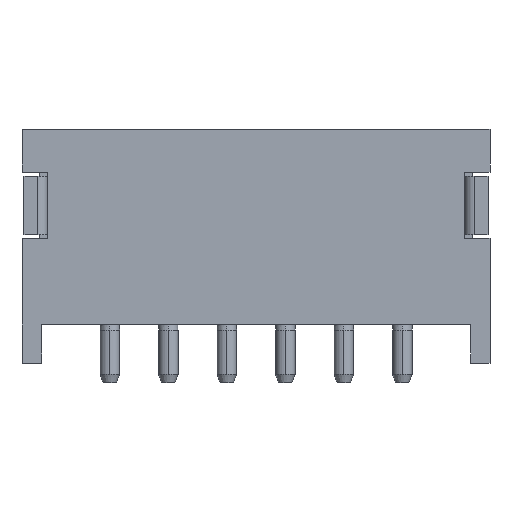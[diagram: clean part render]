
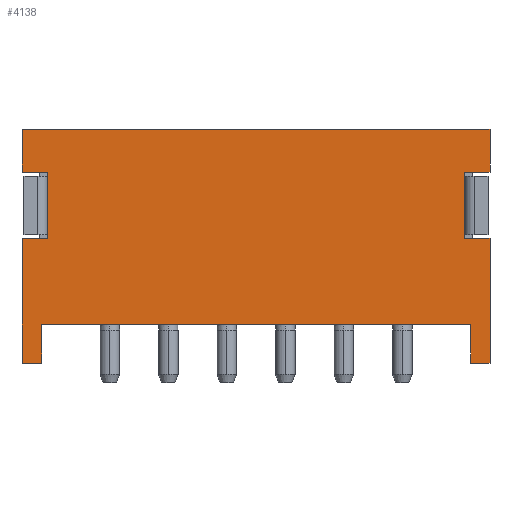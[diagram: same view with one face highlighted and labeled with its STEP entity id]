
A CAD part, front view. The second image highlights one B-rep face of the part: STEP entity #4138.
In plain terms, the highlighted planar face has unit normal (0, -1, 0).
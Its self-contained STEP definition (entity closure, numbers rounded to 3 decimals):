
#62 = CARTESIAN_POINT ( 'NONE',  ( -6., 0., 6. ) ) ;
#81 = VERTEX_POINT ( 'NONE', #3184 ) ;
#140 = VECTOR ( 'NONE', #2974, 1000. ) ;
#141 = CARTESIAN_POINT ( 'NONE',  ( -6., 0., 6. ) ) ;
#207 = EDGE_CURVE ( 'NONE', #1050, #5004, #246, .T. ) ;
#246 = LINE ( 'NONE', #467, #3318 ) ;
#279 = LINE ( 'NONE', #1792, #3285 ) ;
#329 = EDGE_CURVE ( 'NONE', #3775, #931, #5062, .T. ) ;
#332 = CARTESIAN_POINT ( 'NONE',  ( 5.5, 0., 0. ) ) ;
#344 = DIRECTION ( 'NONE',  ( 0., 0., 1. ) ) ;
#367 = CARTESIAN_POINT ( 'NONE',  ( 6., 0., 6. ) ) ;
#373 = CARTESIAN_POINT ( 'NONE',  ( 5.35, 0., 4.9 ) ) ;
#422 = LINE ( 'NONE', #62, #3241 ) ;
#458 = ORIENTED_EDGE ( 'NONE', *, *, #3871, .F. ) ;
#467 = CARTESIAN_POINT ( 'NONE',  ( 5.35, 0., 0. ) ) ;
#473 = PLANE ( 'NONE',  #1031 ) ;
#492 = EDGE_CURVE ( 'NONE', #1050, #81, #856, .T. ) ;
#522 = DIRECTION ( 'NONE',  ( 1., 0., 0. ) ) ;
#549 = ORIENTED_EDGE ( 'NONE', *, *, #1544, .F. ) ;
#559 = CARTESIAN_POINT ( 'NONE',  ( 6., 0., 1. ) ) ;
#608 = VERTEX_POINT ( 'NONE', #5082 ) ;
#674 = CARTESIAN_POINT ( 'NONE',  ( -5.35, 0., 4.9 ) ) ;
#803 = DIRECTION ( 'NONE',  ( 1., 0., 0. ) ) ;
#856 = LINE ( 'NONE', #4705, #2333 ) ;
#931 = VERTEX_POINT ( 'NONE', #674 ) ;
#951 = DIRECTION ( 'NONE',  ( -1., 0., 0. ) ) ;
#960 = VECTOR ( 'NONE', #2409, 1000. ) ;
#985 = EDGE_CURVE ( 'NONE', #4331, #3652, #4156, .T. ) ;
#1031 = AXIS2_PLACEMENT_3D ( 'NONE', #1595, #2420, #2821 ) ;
#1050 = VERTEX_POINT ( 'NONE', #373 ) ;
#1086 = EDGE_CURVE ( 'NONE', #3915, #2891, #5122, .T. ) ;
#1103 = CARTESIAN_POINT ( 'NONE',  ( 6., 0., 3.2 ) ) ;
#1249 = ORIENTED_EDGE ( 'NONE', *, *, #492, .T. ) ;
#1295 = VECTOR ( 'NONE', #1910, 1000. ) ;
#1300 = VECTOR ( 'NONE', #344, 1000. ) ;
#1353 = CARTESIAN_POINT ( 'NONE',  ( -6., 0., 3.2 ) ) ;
#1526 = DIRECTION ( 'NONE',  ( 1., 0., 0. ) ) ;
#1544 = EDGE_CURVE ( 'NONE', #931, #3351, #2697, .T. ) ;
#1565 = CARTESIAN_POINT ( 'NONE',  ( 6., 0., 6. ) ) ;
#1575 = ORIENTED_EDGE ( 'NONE', *, *, #2879, .T. ) ;
#1595 = CARTESIAN_POINT ( 'NONE',  ( 6., 0., 0. ) ) ;
#1620 = EDGE_CURVE ( 'NONE', #4220, #4740, #4530, .T. ) ;
#1631 = EDGE_CURVE ( 'NONE', #3351, #2119, #422, .T. ) ;
#1740 = CARTESIAN_POINT ( 'NONE',  ( -5.35, 0., 3.2 ) ) ;
#1761 = VECTOR ( 'NONE', #2649, 1000. ) ;
#1792 = CARTESIAN_POINT ( 'NONE',  ( 6., 0., 6. ) ) ;
#1811 = LINE ( 'NONE', #3127, #3106 ) ;
#1871 = ORIENTED_EDGE ( 'NONE', *, *, #207, .F. ) ;
#1875 = ORIENTED_EDGE ( 'NONE', *, *, #4888, .F. ) ;
#1910 = DIRECTION ( 'NONE',  ( -1., 0., 0. ) ) ;
#1933 = LINE ( 'NONE', #559, #2842 ) ;
#1960 = CARTESIAN_POINT ( 'NONE',  ( -6., 0., 3.2 ) ) ;
#1969 = CARTESIAN_POINT ( 'NONE',  ( -5.5, 0., 0. ) ) ;
#1970 = ORIENTED_EDGE ( 'NONE', *, *, #5065, .T. ) ;
#1984 = LINE ( 'NONE', #1103, #1295 ) ;
#2033 = DIRECTION ( 'NONE',  ( 0., 0., 1. ) ) ;
#2119 = VERTEX_POINT ( 'NONE', #141 ) ;
#2120 = CARTESIAN_POINT ( 'NONE',  ( 6., 0., 3.2 ) ) ;
#2151 = CARTESIAN_POINT ( 'NONE',  ( 5.5, 0., 1. ) ) ;
#2173 = ORIENTED_EDGE ( 'NONE', *, *, #3549, .T. ) ;
#2249 = LINE ( 'NONE', #4059, #4785 ) ;
#2333 = VECTOR ( 'NONE', #1526, 1000. ) ;
#2354 = CARTESIAN_POINT ( 'NONE',  ( -6., 0., 4.9 ) ) ;
#2371 = VERTEX_POINT ( 'NONE', #1565 ) ;
#2402 = VECTOR ( 'NONE', #3287, 1000. ) ;
#2409 = DIRECTION ( 'NONE',  ( -1., 0., 0. ) ) ;
#2420 = DIRECTION ( 'NONE',  ( 0., 1., 0. ) ) ;
#2455 = DIRECTION ( 'NONE',  ( 0., 0., 1. ) ) ;
#2592 = EDGE_CURVE ( 'NONE', #4220, #2891, #2249, .T. ) ;
#2649 = DIRECTION ( 'NONE',  ( 0., 0., -1. ) ) ;
#2686 = ORIENTED_EDGE ( 'NONE', *, *, #1086, .F. ) ;
#2697 = LINE ( 'NONE', #2354, #960 ) ;
#2756 = LINE ( 'NONE', #1353, #4786 ) ;
#2810 = CARTESIAN_POINT ( 'NONE',  ( -6., 0., 0. ) ) ;
#2821 = DIRECTION ( 'NONE',  ( 0., 0., 1. ) ) ;
#2842 = VECTOR ( 'NONE', #951, 1000. ) ;
#2860 = VECTOR ( 'NONE', #4681, 1000. ) ;
#2873 = ORIENTED_EDGE ( 'NONE', *, *, #3018, .F. ) ;
#2879 = EDGE_CURVE ( 'NONE', #3652, #608, #1811, .T. ) ;
#2891 = VERTEX_POINT ( 'NONE', #3923 ) ;
#2892 = CARTESIAN_POINT ( 'NONE',  ( -5.35, 0., 0. ) ) ;
#2974 = DIRECTION ( 'NONE',  ( 0., 0., -1. ) ) ;
#2975 = ORIENTED_EDGE ( 'NONE', *, *, #2592, .T. ) ;
#3018 = EDGE_CURVE ( 'NONE', #4331, #3915, #1933, .T. ) ;
#3026 = CARTESIAN_POINT ( 'NONE',  ( -5.5, 0., 1. ) ) ;
#3069 = CARTESIAN_POINT ( 'NONE',  ( 5.5, 0., 0. ) ) ;
#3106 = VECTOR ( 'NONE', #803, 1000. ) ;
#3115 = ORIENTED_EDGE ( 'NONE', *, *, #329, .F. ) ;
#3127 = CARTESIAN_POINT ( 'NONE',  ( 6., 0., 0. ) ) ;
#3142 = EDGE_CURVE ( 'NONE', #2119, #2371, #279, .T. ) ;
#3184 = CARTESIAN_POINT ( 'NONE',  ( 6., 0., 4.9 ) ) ;
#3241 = VECTOR ( 'NONE', #2033, 1000. ) ;
#3259 = ORIENTED_EDGE ( 'NONE', *, *, #1620, .F. ) ;
#3285 = VECTOR ( 'NONE', #4588, 1000. ) ;
#3287 = DIRECTION ( 'NONE',  ( 0., 0., 1. ) ) ;
#3318 = VECTOR ( 'NONE', #3631, 1000. ) ;
#3351 = VERTEX_POINT ( 'NONE', #4945 ) ;
#3413 = LINE ( 'NONE', #367, #1300 ) ;
#3454 = ORIENTED_EDGE ( 'NONE', *, *, #3142, .F. ) ;
#3549 = EDGE_CURVE ( 'NONE', #4834, #5004, #1984, .T. ) ;
#3625 = VECTOR ( 'NONE', #2455, 1000. ) ;
#3631 = DIRECTION ( 'NONE',  ( 0., 0., -1. ) ) ;
#3652 = VERTEX_POINT ( 'NONE', #3069 ) ;
#3775 = VERTEX_POINT ( 'NONE', #1740 ) ;
#3810 = CARTESIAN_POINT ( 'NONE',  ( 5.35, 0., 3.2 ) ) ;
#3871 = EDGE_CURVE ( 'NONE', #4834, #608, #4312, .T. ) ;
#3915 = VERTEX_POINT ( 'NONE', #3026 ) ;
#3923 = CARTESIAN_POINT ( 'NONE',  ( -5.5, 0., 0. ) ) ;
#4052 = CARTESIAN_POINT ( 'NONE',  ( -6., 0., 0. ) ) ;
#4059 = CARTESIAN_POINT ( 'NONE',  ( 6., 0., 0. ) ) ;
#4064 = FACE_OUTER_BOUND ( 'NONE', #4976, .T. ) ;
#4138 = ADVANCED_FACE ( 'NONE', ( #4064 ), #473, .F. ) ;
#4156 = LINE ( 'NONE', #332, #1761 ) ;
#4220 = VERTEX_POINT ( 'NONE', #4052 ) ;
#4312 = LINE ( 'NONE', #4571, #140 ) ;
#4331 = VERTEX_POINT ( 'NONE', #2151 ) ;
#4439 = DIRECTION ( 'NONE',  ( 1., 0., 0. ) ) ;
#4530 = LINE ( 'NONE', #2810, #3625 ) ;
#4571 = CARTESIAN_POINT ( 'NONE',  ( 6., 0., 0. ) ) ;
#4588 = DIRECTION ( 'NONE',  ( 1., 0., 0. ) ) ;
#4635 = ORIENTED_EDGE ( 'NONE', *, *, #985, .T. ) ;
#4672 = ORIENTED_EDGE ( 'NONE', *, *, #1631, .F. ) ;
#4681 = DIRECTION ( 'NONE',  ( 0., 0., -1. ) ) ;
#4705 = CARTESIAN_POINT ( 'NONE',  ( 6., 0., 4.9 ) ) ;
#4740 = VERTEX_POINT ( 'NONE', #1960 ) ;
#4785 = VECTOR ( 'NONE', #4439, 1000. ) ;
#4786 = VECTOR ( 'NONE', #522, 1000. ) ;
#4834 = VERTEX_POINT ( 'NONE', #2120 ) ;
#4888 = EDGE_CURVE ( 'NONE', #4740, #3775, #2756, .T. ) ;
#4945 = CARTESIAN_POINT ( 'NONE',  ( -6., 0., 4.9 ) ) ;
#4976 = EDGE_LOOP ( 'NONE', ( #549, #3115, #1875, #3259, #2975, #2686, #2873, #4635, #1575, #458, #2173, #1871, #1249, #1970, #3454, #4672 ) ) ;
#5004 = VERTEX_POINT ( 'NONE', #3810 ) ;
#5062 = LINE ( 'NONE', #2892, #2402 ) ;
#5065 = EDGE_CURVE ( 'NONE', #81, #2371, #3413, .T. ) ;
#5082 = CARTESIAN_POINT ( 'NONE',  ( 6., 0., 0. ) ) ;
#5122 = LINE ( 'NONE', #1969, #2860 ) ;
